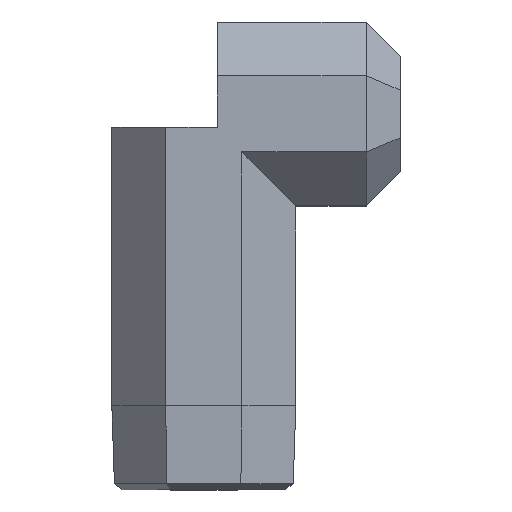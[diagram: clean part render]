
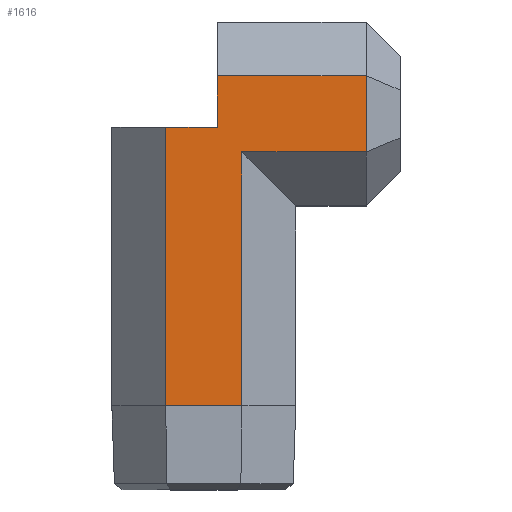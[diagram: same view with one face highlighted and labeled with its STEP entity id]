
A CAD part, top view. The second image highlights one B-rep face of the part: STEP entity #1616.
In plain terms, the highlighted planar face has unit normal (0, 0, 1).
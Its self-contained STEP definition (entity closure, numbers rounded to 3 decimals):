
#720 = B_SPLINE_SURFACE_WITH_KNOTS('',1,1,(
    (#721,#722)
    ,(#723,#724
    )),.UNSPECIFIED.,.F.,.F.,.F.,(2,2),(2,2),(0.,5.625),(0.,1.)
  ,.PIECEWISE_BEZIER_KNOTS.);
#721 = CARTESIAN_POINT('',(2.736,-27.31,6.606));
#722 = CARTESIAN_POINT('',(2.813,-21.56,6.791));
#723 = CARTESIAN_POINT('',(-2.736,-27.31,6.606));
#724 = CARTESIAN_POINT('',(-2.813,-21.56,6.791));
#804 = PLANE('',#805);
#805 = AXIS2_PLACEMENT_3D('',#806,#807,#808);
#806 = CARTESIAN_POINT('',(-2.813,-21.56,6.791));
#807 = DIRECTION('',(0.707,0.,-0.707));
#808 = DIRECTION('',(-0.707,0.,-0.707));
#854 = PLANE('',#855);
#855 = AXIS2_PLACEMENT_3D('',#856,#857,#858);
#856 = CARTESIAN_POINT('',(0.,-1.,0.));
#857 = DIRECTION('',(-0.,-1.,-0.));
#858 = DIRECTION('',(0.,0.,-1.));
#872 = VERTEX_POINT('',#873);
#873 = CARTESIAN_POINT('',(-2.813,-21.56,6.791));
#1078 = VERTEX_POINT('',#1079);
#1079 = CARTESIAN_POINT('',(2.813,-21.56,6.791));
#1113 = PLANE('',#1114);
#1114 = AXIS2_PLACEMENT_3D('',#1115,#1116,#1117);
#1115 = CARTESIAN_POINT('',(6.791,-21.56,2.813));
#1116 = DIRECTION('',(-0.707,0.,-0.707));
#1117 = DIRECTION('',(-0.707,0.,0.707));
#1131 = EDGE_CURVE('',#1078,#872,#1132,.T.);
#1132 = SURFACE_CURVE('',#1133,(#1137,#1144),.PCURVE_S1.);
#1133 = LINE('',#1134,#1135);
#1134 = CARTESIAN_POINT('',(2.813,-21.56,6.791));
#1135 = VECTOR('',#1136,1.);
#1136 = DIRECTION('',(-1.,0.,0.));
#1137 = PCURVE('',#720,#1138);
#1138 = DEFINITIONAL_REPRESENTATION('',(#1139),#1143);
#1139 = LINE('',#1140,#1141);
#1140 = CARTESIAN_POINT('',(0.,1.));
#1141 = VECTOR('',#1142,1.);
#1142 = DIRECTION('',(1.,0.));
#1143 = ( GEOMETRIC_REPRESENTATION_CONTEXT(2) 
PARAMETRIC_REPRESENTATION_CONTEXT() REPRESENTATION_CONTEXT('2D SPACE',''
  ) );
#1144 = PCURVE('',#1145,#1150);
#1145 = PLANE('',#1146);
#1146 = AXIS2_PLACEMENT_3D('',#1147,#1148,#1149);
#1147 = CARTESIAN_POINT('',(2.813,-21.56,6.791));
#1148 = DIRECTION('',(0.,0.,-1.));
#1149 = DIRECTION('',(-1.,0.,0.));
#1150 = DEFINITIONAL_REPRESENTATION('',(#1151),#1155);
#1151 = LINE('',#1152,#1153);
#1152 = CARTESIAN_POINT('',(0.,0.));
#1153 = VECTOR('',#1154,1.);
#1154 = DIRECTION('',(1.,0.));
#1155 = ( GEOMETRIC_REPRESENTATION_CONTEXT(2) 
PARAMETRIC_REPRESENTATION_CONTEXT() REPRESENTATION_CONTEXT('2D SPACE',''
  ) );
#1210 = EDGE_CURVE('',#872,#1211,#1213,.T.);
#1211 = VERTEX_POINT('',#1212);
#1212 = CARTESIAN_POINT('',(-2.813,-1.,6.791));
#1213 = SURFACE_CURVE('',#1214,(#1218,#1225),.PCURVE_S1.);
#1214 = LINE('',#1215,#1216);
#1215 = CARTESIAN_POINT('',(-2.813,-21.56,6.791));
#1216 = VECTOR('',#1217,1.);
#1217 = DIRECTION('',(0.,1.,0.));
#1218 = PCURVE('',#804,#1219);
#1219 = DEFINITIONAL_REPRESENTATION('',(#1220),#1224);
#1220 = LINE('',#1221,#1222);
#1221 = CARTESIAN_POINT('',(0.,0.));
#1222 = VECTOR('',#1223,1.);
#1223 = DIRECTION('',(0.,1.));
#1224 = ( GEOMETRIC_REPRESENTATION_CONTEXT(2) 
PARAMETRIC_REPRESENTATION_CONTEXT() REPRESENTATION_CONTEXT('2D SPACE',''
  ) );
#1225 = PCURVE('',#1145,#1226);
#1226 = DEFINITIONAL_REPRESENTATION('',(#1227),#1231);
#1227 = LINE('',#1228,#1229);
#1228 = CARTESIAN_POINT('',(5.625,0.));
#1229 = VECTOR('',#1230,1.);
#1230 = DIRECTION('',(0.,1.));
#1231 = ( GEOMETRIC_REPRESENTATION_CONTEXT(2) 
PARAMETRIC_REPRESENTATION_CONTEXT() REPRESENTATION_CONTEXT('2D SPACE',''
  ) );
#1286 = VERTEX_POINT('',#1287);
#1287 = CARTESIAN_POINT('',(1.,-1.,6.791));
#1300 = PLANE('',#1301);
#1301 = AXIS2_PLACEMENT_3D('',#1302,#1303,#1304);
#1302 = CARTESIAN_POINT('',(1.,0.,0.));
#1303 = DIRECTION('',(1.,0.,0.));
#1304 = DIRECTION('',(-0.,0.,1.));
#1311 = EDGE_CURVE('',#1286,#1211,#1312,.T.);
#1312 = SURFACE_CURVE('',#1313,(#1317,#1324),.PCURVE_S1.);
#1313 = LINE('',#1314,#1315);
#1314 = CARTESIAN_POINT('',(2.813,-1.,6.791));
#1315 = VECTOR('',#1316,1.);
#1316 = DIRECTION('',(-1.,0.,0.));
#1317 = PCURVE('',#854,#1318);
#1318 = DEFINITIONAL_REPRESENTATION('',(#1319),#1323);
#1319 = LINE('',#1320,#1321);
#1320 = CARTESIAN_POINT('',(-6.791,2.813));
#1321 = VECTOR('',#1322,1.);
#1322 = DIRECTION('',(0.,-1.));
#1323 = ( GEOMETRIC_REPRESENTATION_CONTEXT(2) 
PARAMETRIC_REPRESENTATION_CONTEXT() REPRESENTATION_CONTEXT('2D SPACE',''
  ) );
#1324 = PCURVE('',#1145,#1325);
#1325 = DEFINITIONAL_REPRESENTATION('',(#1326),#1330);
#1326 = LINE('',#1327,#1328);
#1327 = CARTESIAN_POINT('',(0.,20.56));
#1328 = VECTOR('',#1329,1.);
#1329 = DIRECTION('',(1.,0.));
#1330 = ( GEOMETRIC_REPRESENTATION_CONTEXT(2) 
PARAMETRIC_REPRESENTATION_CONTEXT() REPRESENTATION_CONTEXT('2D SPACE',''
  ) );
#1570 = EDGE_CURVE('',#1078,#1571,#1573,.T.);
#1571 = VERTEX_POINT('',#1572);
#1572 = CARTESIAN_POINT('',(2.813,-2.813,
    6.791));
#1573 = SURFACE_CURVE('',#1574,(#1578,#1585),.PCURVE_S1.);
#1574 = LINE('',#1575,#1576);
#1575 = CARTESIAN_POINT('',(2.813,-21.56,6.791));
#1576 = VECTOR('',#1577,1.);
#1577 = DIRECTION('',(0.,1.,0.));
#1578 = PCURVE('',#1113,#1579);
#1579 = DEFINITIONAL_REPRESENTATION('',(#1580),#1584);
#1580 = LINE('',#1581,#1582);
#1581 = CARTESIAN_POINT('',(5.625,0.));
#1582 = VECTOR('',#1583,1.);
#1583 = DIRECTION('',(0.,1.));
#1584 = ( GEOMETRIC_REPRESENTATION_CONTEXT(2) 
PARAMETRIC_REPRESENTATION_CONTEXT() REPRESENTATION_CONTEXT('2D SPACE',''
  ) );
#1585 = PCURVE('',#1145,#1586);
#1586 = DEFINITIONAL_REPRESENTATION('',(#1587),#1591);
#1587 = LINE('',#1588,#1589);
#1588 = CARTESIAN_POINT('',(0.,0.));
#1589 = VECTOR('',#1590,1.);
#1590 = DIRECTION('',(0.,1.));
#1591 = ( GEOMETRIC_REPRESENTATION_CONTEXT(2) 
PARAMETRIC_REPRESENTATION_CONTEXT() REPRESENTATION_CONTEXT('2D SPACE',''
  ) );
#1606 = PLANE('',#1607);
#1607 = AXIS2_PLACEMENT_3D('',#1608,#1609,#1610);
#1608 = CARTESIAN_POINT('',(1.,-2.813,6.791));
#1609 = DIRECTION('',(0.,-0.707,0.707));
#1610 = DIRECTION('',(0.,-0.707,-0.707));
#1616 = ADVANCED_FACE('',(#1617),#1145,.F.);
#1617 = FACE_BOUND('',#1618,.F.);
#1618 = EDGE_LOOP('',(#1619,#1620,#1621,#1622,#1623,#1646,#1674,#1702));
#1619 = ORIENTED_EDGE('',*,*,#1570,.F.);
#1620 = ORIENTED_EDGE('',*,*,#1131,.T.);
#1621 = ORIENTED_EDGE('',*,*,#1210,.T.);
#1622 = ORIENTED_EDGE('',*,*,#1311,.F.);
#1623 = ORIENTED_EDGE('',*,*,#1624,.F.);
#1624 = EDGE_CURVE('',#1625,#1286,#1627,.T.);
#1625 = VERTEX_POINT('',#1626);
#1626 = CARTESIAN_POINT('',(1.,2.813,6.791));
#1627 = SURFACE_CURVE('',#1628,(#1632,#1639),.PCURVE_S1.);
#1628 = LINE('',#1629,#1630);
#1629 = CARTESIAN_POINT('',(1.,2.813,6.791));
#1630 = VECTOR('',#1631,1.);
#1631 = DIRECTION('',(0.,-1.,0.));
#1632 = PCURVE('',#1145,#1633);
#1633 = DEFINITIONAL_REPRESENTATION('',(#1634),#1638);
#1634 = LINE('',#1635,#1636);
#1635 = CARTESIAN_POINT('',(1.813,24.373));
#1636 = VECTOR('',#1637,1.);
#1637 = DIRECTION('',(0.,-1.));
#1638 = ( GEOMETRIC_REPRESENTATION_CONTEXT(2) 
PARAMETRIC_REPRESENTATION_CONTEXT() REPRESENTATION_CONTEXT('2D SPACE',''
  ) );
#1639 = PCURVE('',#1300,#1640);
#1640 = DEFINITIONAL_REPRESENTATION('',(#1641),#1645);
#1641 = LINE('',#1642,#1643);
#1642 = CARTESIAN_POINT('',(6.791,-2.813));
#1643 = VECTOR('',#1644,1.);
#1644 = DIRECTION('',(0.,1.));
#1645 = ( GEOMETRIC_REPRESENTATION_CONTEXT(2) 
PARAMETRIC_REPRESENTATION_CONTEXT() REPRESENTATION_CONTEXT('2D SPACE',''
  ) );
#1646 = ORIENTED_EDGE('',*,*,#1647,.T.);
#1647 = EDGE_CURVE('',#1625,#1648,#1650,.T.);
#1648 = VERTEX_POINT('',#1649);
#1649 = CARTESIAN_POINT('',(12.,2.813,6.791));
#1650 = SURFACE_CURVE('',#1651,(#1655,#1662),.PCURVE_S1.);
#1651 = LINE('',#1652,#1653);
#1652 = CARTESIAN_POINT('',(1.,2.813,6.791));
#1653 = VECTOR('',#1654,1.);
#1654 = DIRECTION('',(1.,0.,0.));
#1655 = PCURVE('',#1145,#1656);
#1656 = DEFINITIONAL_REPRESENTATION('',(#1657),#1661);
#1657 = LINE('',#1658,#1659);
#1658 = CARTESIAN_POINT('',(1.813,24.373));
#1659 = VECTOR('',#1660,1.);
#1660 = DIRECTION('',(-1.,0.));
#1661 = ( GEOMETRIC_REPRESENTATION_CONTEXT(2) 
PARAMETRIC_REPRESENTATION_CONTEXT() REPRESENTATION_CONTEXT('2D SPACE',''
  ) );
#1662 = PCURVE('',#1663,#1668);
#1663 = PLANE('',#1664);
#1664 = AXIS2_PLACEMENT_3D('',#1665,#1666,#1667);
#1665 = CARTESIAN_POINT('',(1.,6.791,2.813));
#1666 = DIRECTION('',(-0.,0.707,0.707));
#1667 = DIRECTION('',(0.,-0.707,0.707));
#1668 = DEFINITIONAL_REPRESENTATION('',(#1669),#1673);
#1669 = LINE('',#1670,#1671);
#1670 = CARTESIAN_POINT('',(5.625,0.));
#1671 = VECTOR('',#1672,1.);
#1672 = DIRECTION('',(0.,1.));
#1673 = ( GEOMETRIC_REPRESENTATION_CONTEXT(2) 
PARAMETRIC_REPRESENTATION_CONTEXT() REPRESENTATION_CONTEXT('2D SPACE',''
  ) );
#1674 = ORIENTED_EDGE('',*,*,#1675,.T.);
#1675 = EDGE_CURVE('',#1648,#1676,#1678,.T.);
#1676 = VERTEX_POINT('',#1677);
#1677 = CARTESIAN_POINT('',(12.,-2.813,6.791));
#1678 = SURFACE_CURVE('',#1679,(#1683,#1690),.PCURVE_S1.);
#1679 = LINE('',#1680,#1681);
#1680 = CARTESIAN_POINT('',(12.,2.813,6.791));
#1681 = VECTOR('',#1682,1.);
#1682 = DIRECTION('',(0.,-1.,0.));
#1683 = PCURVE('',#1145,#1684);
#1684 = DEFINITIONAL_REPRESENTATION('',(#1685),#1689);
#1685 = LINE('',#1686,#1687);
#1686 = CARTESIAN_POINT('',(-9.187,24.373));
#1687 = VECTOR('',#1688,1.);
#1688 = DIRECTION('',(0.,-1.));
#1689 = ( GEOMETRIC_REPRESENTATION_CONTEXT(2) 
PARAMETRIC_REPRESENTATION_CONTEXT() REPRESENTATION_CONTEXT('2D SPACE',''
  ) );
#1690 = PCURVE('',#1691,#1696);
#1691 = B_SPLINE_SURFACE_WITH_KNOTS('',1,1,(
    (#1692,#1693)
    ,(#1694,#1695
    )),.UNSPECIFIED.,.F.,.F.,.F.,(2,2),(2,2),(0.,5.625),(0.,1.)
  ,.PIECEWISE_BEZIER_KNOTS.);
#1692 = CARTESIAN_POINT('',(12.,2.813,6.791));
#1693 = CARTESIAN_POINT('',(14.5,1.76,4.25));
#1694 = CARTESIAN_POINT('',(12.,-2.813,6.791));
#1695 = CARTESIAN_POINT('',(14.5,-1.76,4.25));
#1696 = DEFINITIONAL_REPRESENTATION('',(#1697),#1701);
#1697 = LINE('',#1698,#1699);
#1698 = CARTESIAN_POINT('',(0.,0.));
#1699 = VECTOR('',#1700,1.);
#1700 = DIRECTION('',(1.,0.));
#1701 = ( GEOMETRIC_REPRESENTATION_CONTEXT(2) 
PARAMETRIC_REPRESENTATION_CONTEXT() REPRESENTATION_CONTEXT('2D SPACE',''
  ) );
#1702 = ORIENTED_EDGE('',*,*,#1703,.F.);
#1703 = EDGE_CURVE('',#1571,#1676,#1704,.T.);
#1704 = SURFACE_CURVE('',#1705,(#1709,#1716),.PCURVE_S1.);
#1705 = LINE('',#1706,#1707);
#1706 = CARTESIAN_POINT('',(1.,-2.813,6.791));
#1707 = VECTOR('',#1708,1.);
#1708 = DIRECTION('',(1.,0.,0.));
#1709 = PCURVE('',#1145,#1710);
#1710 = DEFINITIONAL_REPRESENTATION('',(#1711),#1715);
#1711 = LINE('',#1712,#1713);
#1712 = CARTESIAN_POINT('',(1.813,18.747));
#1713 = VECTOR('',#1714,1.);
#1714 = DIRECTION('',(-1.,0.));
#1715 = ( GEOMETRIC_REPRESENTATION_CONTEXT(2) 
PARAMETRIC_REPRESENTATION_CONTEXT() REPRESENTATION_CONTEXT('2D SPACE',''
  ) );
#1716 = PCURVE('',#1606,#1717);
#1717 = DEFINITIONAL_REPRESENTATION('',(#1718),#1722);
#1718 = LINE('',#1719,#1720);
#1719 = CARTESIAN_POINT('',(0.,0.));
#1720 = VECTOR('',#1721,1.);
#1721 = DIRECTION('',(0.,1.));
#1722 = ( GEOMETRIC_REPRESENTATION_CONTEXT(2) 
PARAMETRIC_REPRESENTATION_CONTEXT() REPRESENTATION_CONTEXT('2D SPACE',''
  ) );
